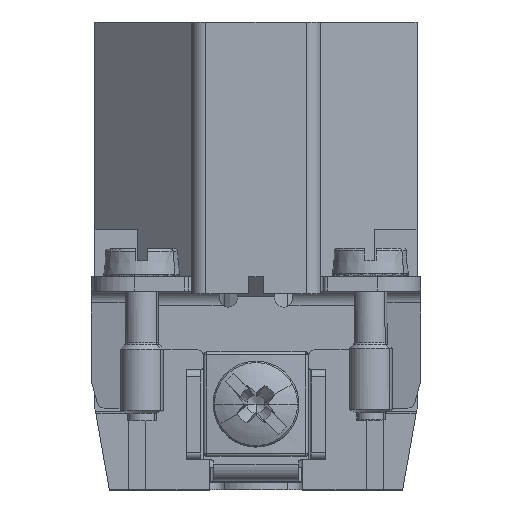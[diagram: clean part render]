
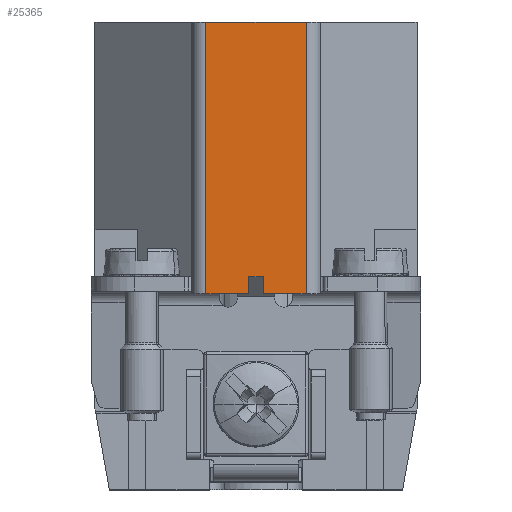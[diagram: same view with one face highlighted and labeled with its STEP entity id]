
A CAD part, front view. The second image highlights one B-rep face of the part: STEP entity #25365.
In plain terms, the highlighted planar face has unit normal (0, -1, 0).
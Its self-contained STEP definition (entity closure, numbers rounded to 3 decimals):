
#25334=AXIS2_PLACEMENT_3D('Plane Axis2P3D',#25331,#25332,#25333) ;
#23300=CARTESIAN_POINT('Line Origine',(11.5,0.25,32.7)) ;
#23304=CARTESIAN_POINT('Vertex',(15.,0.25,32.7)) ;
#23306=CARTESIAN_POINT('Vertex',(8.,0.25,32.7)) ;
#24609=CARTESIAN_POINT('Vertex',(15.,0.25,13.7)) ;
#24612=CARTESIAN_POINT('Line Origine',(13.5,0.25,13.7)) ;
#24616=CARTESIAN_POINT('Vertex',(12.,0.25,13.7)) ;
#24653=CARTESIAN_POINT('Line Origine',(15.,0.25,23.2)) ;
#25272=CARTESIAN_POINT('Vertex',(11.,0.25,13.7)) ;
#25275=CARTESIAN_POINT('Line Origine',(9.5,0.25,13.7)) ;
#25279=CARTESIAN_POINT('Vertex',(8.,0.25,13.7)) ;
#25319=CARTESIAN_POINT('Line Origine',(8.,0.25,23.2)) ;
#25331=CARTESIAN_POINT('Axis2P3D Location',(16.,0.25,17.4)) ;
#25336=CARTESIAN_POINT('Line Origine',(11.,0.25,14.3)) ;
#25340=CARTESIAN_POINT('Vertex',(11.,0.25,14.9)) ;
#25343=CARTESIAN_POINT('Line Origine',(11.5,0.25,14.9)) ;
#25347=CARTESIAN_POINT('Vertex',(12.,0.25,14.9)) ;
#25350=CARTESIAN_POINT('Line Origine',(12.,0.25,14.3)) ;
#23301=DIRECTION('Vector Direction',(-1.,0.,0.)) ;
#24613=DIRECTION('Vector Direction',(1.,0.,0.)) ;
#24654=DIRECTION('Vector Direction',(0.,0.,1.)) ;
#25276=DIRECTION('Vector Direction',(1.,0.,0.)) ;
#25320=DIRECTION('Vector Direction',(0.,0.,1.)) ;
#25332=DIRECTION('Axis2P3D Direction',(0.,1.,0.)) ;
#25333=DIRECTION('Axis2P3D XDirection',(-1.,0.,0.)) ;
#25337=DIRECTION('Vector Direction',(0.,0.,1.)) ;
#25344=DIRECTION('Vector Direction',(1.,0.,0.)) ;
#25351=DIRECTION('Vector Direction',(0.,0.,1.)) ;
#23302=VECTOR('Line Direction',#23301,1.) ;
#24614=VECTOR('Line Direction',#24613,1.) ;
#24655=VECTOR('Line Direction',#24654,1.) ;
#25277=VECTOR('Line Direction',#25276,1.) ;
#25321=VECTOR('Line Direction',#25320,1.) ;
#25338=VECTOR('Line Direction',#25337,1.) ;
#25345=VECTOR('Line Direction',#25344,1.) ;
#25352=VECTOR('Line Direction',#25351,1.) ;
#25356=ORIENTED_EDGE('',*,*,#25323,.F.) ;
#25357=ORIENTED_EDGE('',*,*,#25281,.T.) ;
#25358=ORIENTED_EDGE('',*,*,#25342,.T.) ;
#25359=ORIENTED_EDGE('',*,*,#25349,.F.) ;
#25360=ORIENTED_EDGE('',*,*,#25354,.F.) ;
#25361=ORIENTED_EDGE('',*,*,#24618,.T.) ;
#25362=ORIENTED_EDGE('',*,*,#24657,.T.) ;
#25363=ORIENTED_EDGE('',*,*,#23308,.T.) ;
#25365=ADVANCED_FACE('Brep With Voids.1',(#25364),#25335,.F.) ;
#23308=EDGE_CURVE('',#23305,#23307,#23303,.T.) ;
#24618=EDGE_CURVE('',#24617,#24610,#24615,.T.) ;
#24657=EDGE_CURVE('',#24610,#23305,#24656,.T.) ;
#25281=EDGE_CURVE('',#25280,#25273,#25278,.T.) ;
#25323=EDGE_CURVE('',#25280,#23307,#25322,.T.) ;
#25342=EDGE_CURVE('',#25273,#25341,#25339,.T.) ;
#25349=EDGE_CURVE('',#25348,#25341,#25346,.F.) ;
#25354=EDGE_CURVE('',#24617,#25348,#25353,.T.) ;
#25355=EDGE_LOOP('',(#25356,#25357,#25358,#25359,#25360,#25361,#25362,#25363)) ;
#25364=FACE_OUTER_BOUND('',#25355,.T.) ;
#23303=LINE('Line',#23300,#23302) ;
#24615=LINE('Line',#24612,#24614) ;
#24656=LINE('Line',#24653,#24655) ;
#25278=LINE('Line',#25275,#25277) ;
#25322=LINE('Line',#25319,#25321) ;
#25339=LINE('Line',#25336,#25338) ;
#25346=LINE('Line',#25343,#25345) ;
#25353=LINE('Line',#25350,#25352) ;
#25335=PLANE('',#25334) ;
#23305=VERTEX_POINT('',#23304) ;
#23307=VERTEX_POINT('',#23306) ;
#24610=VERTEX_POINT('',#24609) ;
#24617=VERTEX_POINT('',#24616) ;
#25273=VERTEX_POINT('',#25272) ;
#25280=VERTEX_POINT('',#25279) ;
#25341=VERTEX_POINT('',#25340) ;
#25348=VERTEX_POINT('',#25347) ;
